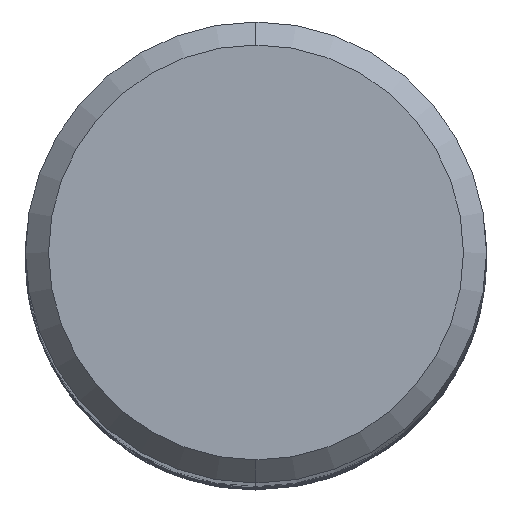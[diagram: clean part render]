
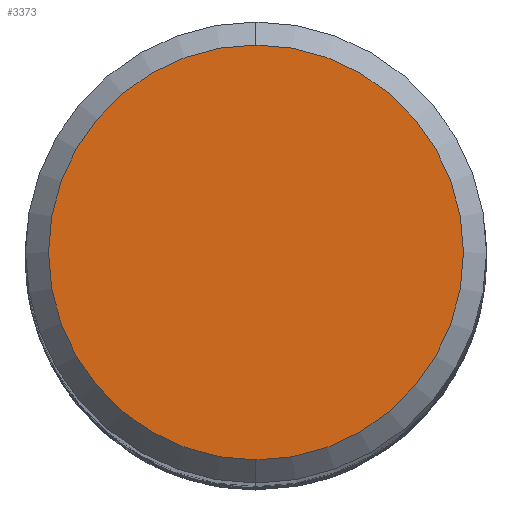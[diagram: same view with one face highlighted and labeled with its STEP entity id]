
A CAD part, top view. The second image highlights one B-rep face of the part: STEP entity #3373.
In plain terms, the highlighted planar face has unit normal (0, 0, 1).
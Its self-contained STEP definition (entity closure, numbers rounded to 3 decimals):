
#1283=EDGE_CURVE('',#1637,#1533,#3748,.T.);
#1441=EDGE_CURVE('',#1533,#1637,#3930,.T.);
#1533=VERTEX_POINT('',#4029);
#1637=VERTEX_POINT('',#4142);
#3373=ADVANCED_FACE('',(#6026),#6027,.T.);
#3748=CIRCLE('',#6458,4.5);
#3930=CIRCLE('',#10574,4.5);
#4029=CARTESIAN_POINT('',(0.,-4.5,0.0));
#4142=CARTESIAN_POINT('',(0.0,4.5,0.0));
#6026=FACE_OUTER_BOUND('',#34259,.T.);
#6027=PLANE('',#34260);
#6458=AXIS2_PLACEMENT_3D('',#37815,#37816,#37817);
#10574=AXIS2_PLACEMENT_3D('',#38075,#38076,#38077);
#34259=EDGE_LOOP('',(#40307,#40308));
#34260=AXIS2_PLACEMENT_3D('',#40309,#40310,#40311);
#37815=CARTESIAN_POINT('',(0.0,0.0,0.0));
#37816=DIRECTION('',(0.0,0.0,-1.0));
#37817=DIRECTION('',(0.0,1.0,0.0));
#38075=CARTESIAN_POINT('',(0.0,0.0,0.0));
#38076=DIRECTION('',(0.0,0.0,-1.0));
#38077=DIRECTION('',(0.0,1.0,0.0));
#40307=ORIENTED_EDGE('',*,*,#1283,.F.);
#40308=ORIENTED_EDGE('',*,*,#1441,.F.);
#40309=CARTESIAN_POINT('',(0.0,2.25,0.0));
#40310=DIRECTION('',(-0.0,0.0,1.0));
#40311=DIRECTION('',(0.0,-1.0,0.0));
